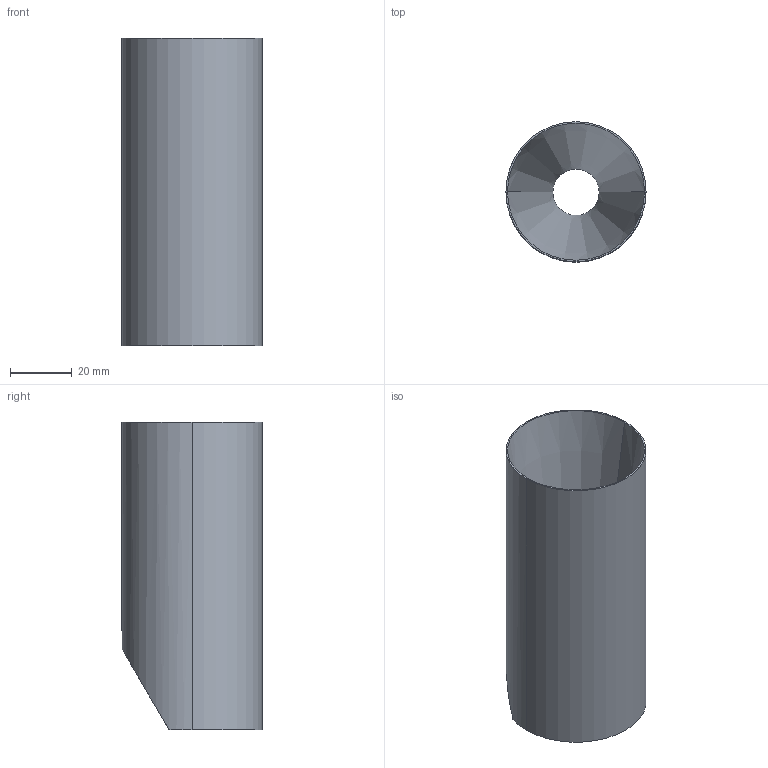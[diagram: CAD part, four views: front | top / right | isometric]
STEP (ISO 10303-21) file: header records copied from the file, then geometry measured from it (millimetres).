
FILE_DESCRIPTION (( 'STEP AP214' ), '1' );
FILE_NAME ('Cylindre Ø45,5 Alu.STEP', '2020-09-28T16:36:37', ( '' ), ( '' ), 'SwSTEP 2.0', 'SolidWorks 2020', '' );
FILE_SCHEMA (( 'AUTOMOTIVE_DESIGN' ));
Length unit declared in the file: millimetre
Products named in the file (1): Cylindre Ø45,5 Alu
Bounding box: 45.5 x 45.5 x 100 mm (x, y, z)
Volume: 82157.3 mm3; surface area: 24776.8 mm2
Topology: 1 solids, 1 shells, 7 faces, 17 edges, 11 vertices
Faces by surface type: plane 3, cone 2, cylinder 2
Entity records: 251 total; most frequent: DIRECTION 42, CARTESIAN_POINT 39, ORIENTED_EDGE 34, AXIS2_PLACEMENT_3D 18, EDGE_CURVE 17, VERTEX_POINT 11, CIRCLE 10, EDGE_LOOP 8
